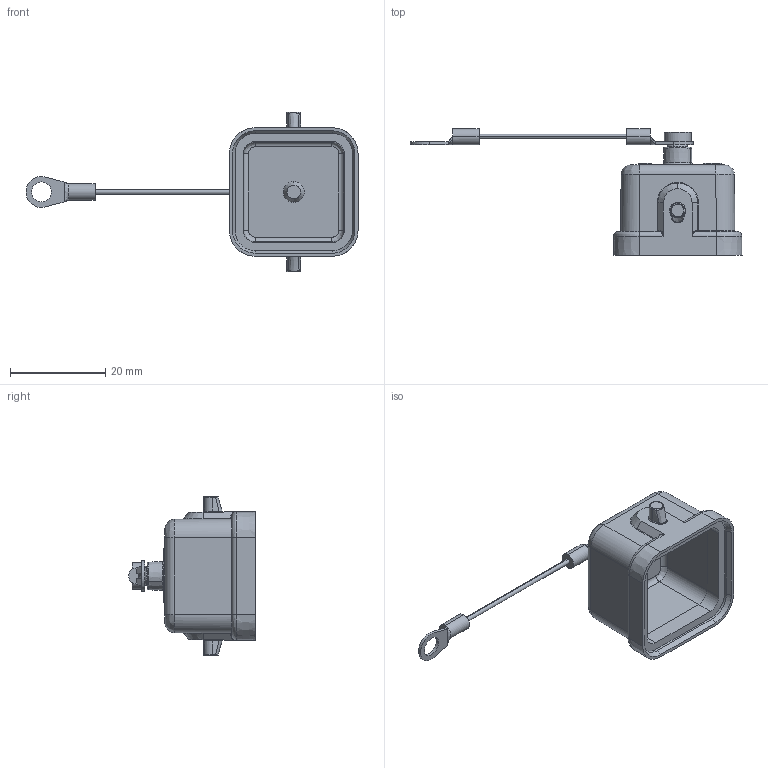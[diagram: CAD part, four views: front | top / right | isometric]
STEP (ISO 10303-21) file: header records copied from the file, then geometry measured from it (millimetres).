
FILE_DESCRIPTION((''),'2;1');
FILE_NAME('H3A-MCV-2B_2F_V1_0','2023-12-14T',('lj.zou'),(''),'PRO/ENGINEER BY PARAMETRIC TECHNOLOGY CORPORATION, 2012480','PRO/ENGINEER BY PARAMETRIC TECHNOLOGY CORPORATION, 2012480','');
FILE_SCHEMA(('CONFIG_CONTROL_DESIGN'));
Length unit declared in the file: millimetre
Products named in the file (1): H3A-MCV-2B_2F_V1_0
Bounding box: 69.75 x 26.65 x 33.5 mm (x, y, z)
Volume: 3820.6 mm3; surface area: 5025.6 mm2
Topology: 1 solids, 1 shells, 261 faces, 639 edges, 400 vertices
Faces by surface type: plane 106, cylinder 73, bspline 52, cone 19, torus 8, sphere 3
Entity records: 10187 total; most frequent: CARTESIAN_POINT 4248, ORIENTED_EDGE 1278, DIRECTION 1126, EDGE_CURVE 639, VERTEX_POINT 400, AXIS2_PLACEMENT_3D 390, VECTOR 346, LINE 346
